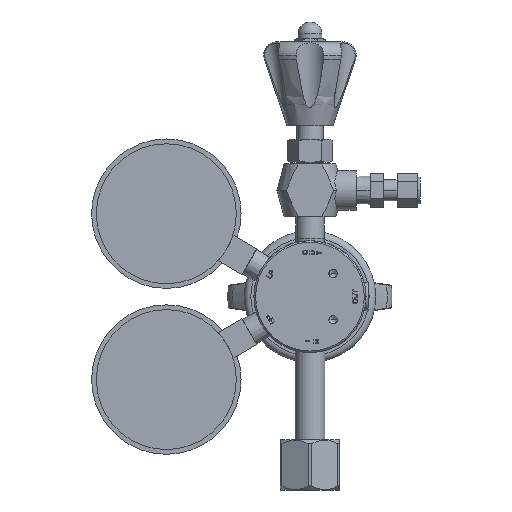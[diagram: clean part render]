
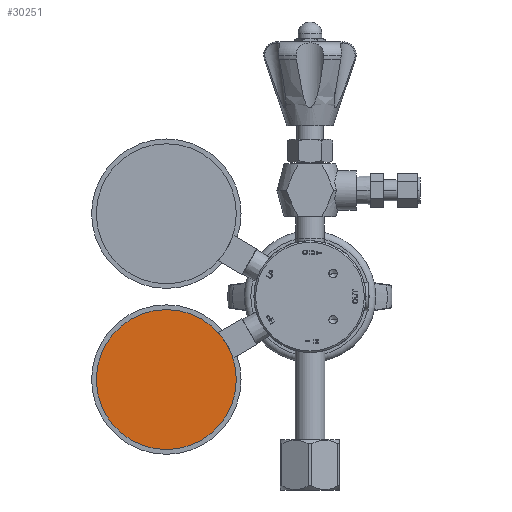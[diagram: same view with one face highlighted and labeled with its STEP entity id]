
A CAD part, front view. The second image highlights one B-rep face of the part: STEP entity #30251.
In plain terms, the highlighted face is planar.
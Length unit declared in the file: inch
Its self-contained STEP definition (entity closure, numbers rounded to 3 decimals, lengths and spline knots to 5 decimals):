
#30007=CARTESIAN_POINT('',(0.,0.,-0.83));
#30008=DIRECTION('',(0.,0.,-1.));
#30009=DIRECTION('',(1.,0.,0.));
#30010=AXIS2_PLACEMENT_3D('',#30007,#30008,#30009);
#30012=CARTESIAN_POINT('',(0.,0.,-0.83));
#30013=DIRECTION('',(0.,0.,-1.));
#30014=DIRECTION('',(-1.,0.,0.));
#30015=AXIS2_PLACEMENT_3D('',#30012,#30013,#30014);
#30088=CARTESIAN_POINT('',(-1.325,0.,-0.83));
#30090=VERTEX_POINT('',#30088);
#30092=CARTESIAN_POINT('',(1.325,0.,-0.83));
#30094=VERTEX_POINT('',#30092);
#30241=CARTESIAN_POINT('',(0.,0.,-0.83));
#30242=DIRECTION('',(0.,0.,1.));
#30243=DIRECTION('',(1.,0.,0.));
#30244=AXIS2_PLACEMENT_3D('',#30241,#30242,#30243);
#30245=PLANE('',#30244);
#30246=ORIENTED_EDGE('',*,*,#30183,.F.);
#30248=ORIENTED_EDGE('',*,*,#30247,.F.);
#30249=EDGE_LOOP('',(#30246,#30248));
#30250=FACE_OUTER_BOUND('',#30249,.F.);
#30251=ADVANCED_FACE('',(#30250),#30245,.F.);
#30011=CIRCLE('',#30010,1.325);
#30016=CIRCLE('',#30015,1.325);
#30183=EDGE_CURVE('',#30094,#30090,#30011,.T.);
#30247=EDGE_CURVE('',#30090,#30094,#30016,.T.);
